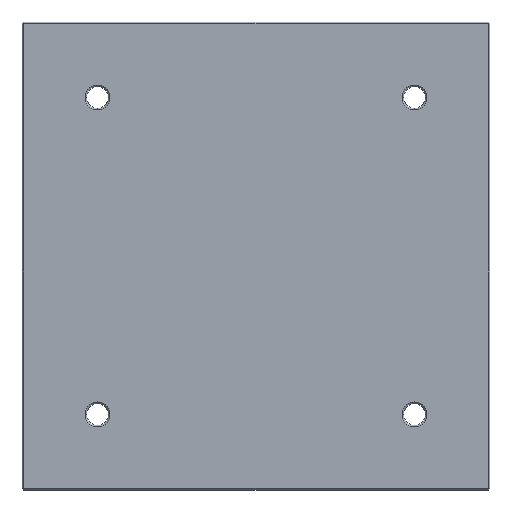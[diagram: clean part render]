
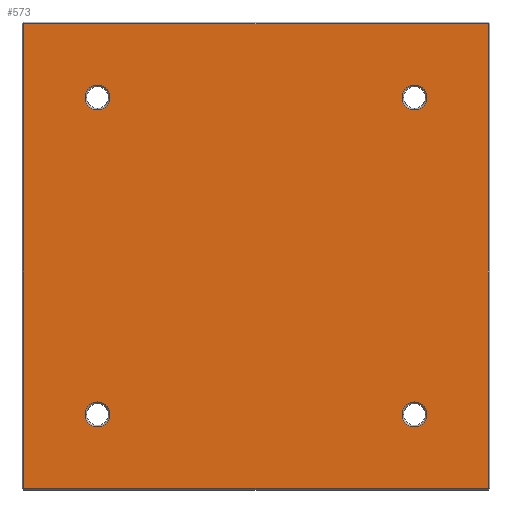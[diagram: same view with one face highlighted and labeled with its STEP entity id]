
A CAD part, top view. The second image highlights one B-rep face of the part: STEP entity #573.
In plain terms, the highlighted planar face has unit normal (0, 0, 1).
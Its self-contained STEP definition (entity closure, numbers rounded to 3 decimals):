
#23=FACE_BOUND('',#100,.T.);
#24=FACE_BOUND('',#101,.T.);
#25=FACE_BOUND('',#102,.T.);
#26=FACE_BOUND('',#103,.T.);
#28=PLANE('',#635);
#57=FACE_OUTER_BOUND('',#99,.T.);
#99=EDGE_LOOP('',(#423,#424,#425,#426));
#100=EDGE_LOOP('',(#427));
#101=EDGE_LOOP('',(#428));
#102=EDGE_LOOP('',(#429));
#103=EDGE_LOOP('',(#430));
#144=LINE('',#896,#204);
#145=LINE('',#898,#205);
#146=LINE('',#900,#206);
#147=LINE('',#901,#207);
#204=VECTOR('',#718,10.);
#205=VECTOR('',#719,10.);
#206=VECTOR('',#720,10.);
#207=VECTOR('',#721,10.);
#264=CIRCLE('',#632,4.);
#267=CIRCLE('',#636,4.);
#268=CIRCLE('',#637,4.);
#269=CIRCLE('',#638,4.);
#288=VERTEX_POINT('',#886);
#291=VERTEX_POINT('',#894);
#292=VERTEX_POINT('',#895);
#293=VERTEX_POINT('',#897);
#294=VERTEX_POINT('',#899);
#295=VERTEX_POINT('',#902);
#296=VERTEX_POINT('',#904);
#297=VERTEX_POINT('',#906);
#334=EDGE_CURVE('',#288,#288,#264,.T.);
#338=EDGE_CURVE('',#291,#292,#144,.T.);
#339=EDGE_CURVE('',#293,#291,#145,.T.);
#340=EDGE_CURVE('',#294,#293,#146,.T.);
#341=EDGE_CURVE('',#292,#294,#147,.T.);
#342=EDGE_CURVE('',#295,#295,#267,.T.);
#343=EDGE_CURVE('',#296,#296,#268,.T.);
#344=EDGE_CURVE('',#297,#297,#269,.T.);
#423=ORIENTED_EDGE('',*,*,#338,.F.);
#424=ORIENTED_EDGE('',*,*,#339,.F.);
#425=ORIENTED_EDGE('',*,*,#340,.F.);
#426=ORIENTED_EDGE('',*,*,#341,.F.);
#427=ORIENTED_EDGE('',*,*,#342,.F.);
#428=ORIENTED_EDGE('',*,*,#343,.F.);
#429=ORIENTED_EDGE('',*,*,#344,.F.);
#430=ORIENTED_EDGE('',*,*,#334,.F.);
#573=ADVANCED_FACE('',(#57,#23,#24,#25,#26),#28,.T.);
#632=AXIS2_PLACEMENT_3D('',#887,#709,#710);
#635=AXIS2_PLACEMENT_3D('',#893,#716,#717);
#636=AXIS2_PLACEMENT_3D('',#903,#722,#723);
#637=AXIS2_PLACEMENT_3D('',#905,#724,#725);
#638=AXIS2_PLACEMENT_3D('',#907,#726,#727);
#709=DIRECTION('center_axis',(0.,0.,1.));
#710=DIRECTION('ref_axis',(-1.,0.,0.));
#716=DIRECTION('center_axis',(0.,0.,1.));
#717=DIRECTION('ref_axis',(1.,0.,0.));
#718=DIRECTION('',(-1.,0.,0.));
#719=DIRECTION('',(0.,-1.,0.));
#720=DIRECTION('',(1.,0.,0.));
#721=DIRECTION('',(0.,1.,0.));
#722=DIRECTION('center_axis',(0.,0.,1.));
#723=DIRECTION('ref_axis',(-1.,0.,0.));
#724=DIRECTION('center_axis',(0.,0.,1.));
#725=DIRECTION('ref_axis',(-1.,0.,0.));
#726=DIRECTION('center_axis',(0.,0.,1.));
#727=DIRECTION('ref_axis',(-1.,0.,0.));
#886=CARTESIAN_POINT('',(129.8,24.2,10.));
#887=CARTESIAN_POINT('Origin',(125.8,24.2,10.));
#893=CARTESIAN_POINT('Origin',(75.,75.,10.));
#894=CARTESIAN_POINT('',(149.5,0.5,10.));
#895=CARTESIAN_POINT('',(0.5,0.5,10.));
#896=CARTESIAN_POINT('',(37.5,0.5,10.));
#897=CARTESIAN_POINT('',(149.5,149.5,10.));
#898=CARTESIAN_POINT('',(149.5,37.5,10.));
#899=CARTESIAN_POINT('',(0.5,149.5,10.));
#900=CARTESIAN_POINT('',(112.5,149.5,10.));
#901=CARTESIAN_POINT('',(0.5,112.5,10.));
#902=CARTESIAN_POINT('',(28.2,24.2,10.));
#903=CARTESIAN_POINT('Origin',(24.2,24.2,10.));
#904=CARTESIAN_POINT('',(28.2,125.8,10.));
#905=CARTESIAN_POINT('Origin',(24.2,125.8,10.));
#906=CARTESIAN_POINT('',(129.8,125.8,10.));
#907=CARTESIAN_POINT('Origin',(125.8,125.8,10.));
